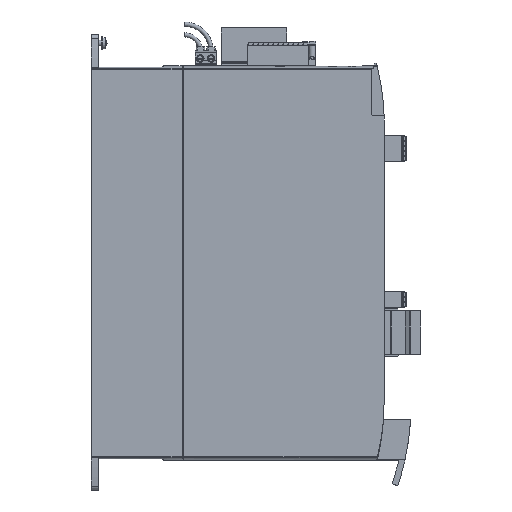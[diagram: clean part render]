
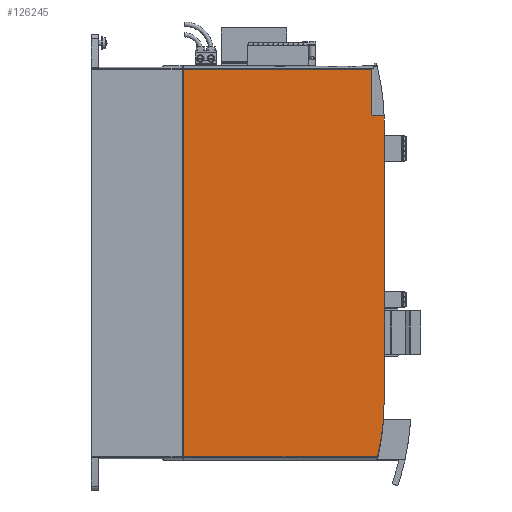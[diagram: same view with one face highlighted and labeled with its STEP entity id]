
A CAD part, top view. The second image highlights one B-rep face of the part: STEP entity #126245.
In plain terms, the highlighted planar face has unit normal (0, 0, 1).
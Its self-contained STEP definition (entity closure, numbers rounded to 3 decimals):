
#2652=LINE('',#169443,#13216);
#2866=LINE('',#170033,#13430);
#3513=LINE('',#171812,#14077);
#3514=LINE('',#171814,#14078);
#3515=LINE('',#171816,#14079);
#3516=LINE('',#171821,#14080);
#13216=VECTOR('',#141171,1000.);
#13430=VECTOR('',#141551,1000.);
#14077=VECTOR('',#142702,1000.);
#14078=VECTOR('',#142703,1000.);
#14079=VECTOR('',#142704,1000.);
#14080=VECTOR('',#142709,1000.);
#25309=ORIENTED_EDGE('',*,*,#52194,.F.);
#25310=ORIENTED_EDGE('',*,*,#53060,.T.);
#25311=ORIENTED_EDGE('',*,*,#53061,.T.);
#25312=ORIENTED_EDGE('',*,*,#53062,.F.);
#25313=ORIENTED_EDGE('',*,*,#51305,.T.);
#25314=ORIENTED_EDGE('',*,*,#51899,.F.);
#25315=ORIENTED_EDGE('',*,*,#53063,.T.);
#25316=ORIENTED_EDGE('',*,*,#53064,.T.);
#25317=ORIENTED_EDGE('',*,*,#53065,.F.);
#25318=ORIENTED_EDGE('',*,*,#53066,.F.);
#51305=EDGE_CURVE('',#65174,#65173,#74359,.T.);
#51899=EDGE_CURVE('',#65764,#65173,#2652,.T.);
#52194=EDGE_CURVE('',#66057,#66058,#2866,.T.);
#53060=EDGE_CURVE('',#66057,#66916,#3513,.T.);
#53061=EDGE_CURVE('',#66916,#66917,#3514,.T.);
#53062=EDGE_CURVE('',#65174,#66917,#3515,.T.);
#53063=EDGE_CURVE('',#65764,#66918,#74811,.T.);
#53064=EDGE_CURVE('',#66918,#66919,#74812,.T.);
#53065=EDGE_CURVE('',#66920,#66919,#3516,.T.);
#53066=EDGE_CURVE('',#66058,#66920,#74813,.T.);
#65173=VERTEX_POINT('',#168222);
#65174=VERTEX_POINT('',#168224);
#65764=VERTEX_POINT('',#169442);
#66057=VERTEX_POINT('',#170032);
#66058=VERTEX_POINT('',#170034);
#66916=VERTEX_POINT('',#171813);
#66917=VERTEX_POINT('',#171815);
#66918=VERTEX_POINT('',#171818);
#66919=VERTEX_POINT('',#171820);
#66920=VERTEX_POINT('',#171822);
#74359=CIRCLE('',#131609,162.5);
#74811=CIRCLE('',#132150,162.5);
#74812=CIRCLE('',#132151,0.2);
#74813=CIRCLE('',#132152,0.8);
#77488=EDGE_LOOP('',(#25309,#25310,#25311,#25312,#25313,#25314,#25315,#25316,
#25317,#25318));
#83510=FACE_BOUND('',#77488,.T.);
#89378=PLANE('',#132149);
#126245=ADVANCED_FACE('',(#83510),#89378,.F.);
#131609=AXIS2_PLACEMENT_3D('',#168223,#140359,#140360);
#132149=AXIS2_PLACEMENT_3D('',#171811,#142700,#142701);
#132150=AXIS2_PLACEMENT_3D('',#171817,#142705,#142706);
#132151=AXIS2_PLACEMENT_3D('',#171819,#142707,#142708);
#132152=AXIS2_PLACEMENT_3D('',#171823,#142710,#142711);
#140359=DIRECTION('',(0.,0.,1.));
#140360=DIRECTION('',(1.,0.,0.));
#141171=DIRECTION('',(0.,-1.,0.));
#141551=DIRECTION('',(0.,-1.,0.));
#142700=DIRECTION('',(0.,0.,-1.));
#142701=DIRECTION('',(-1.,0.,0.));
#142702=DIRECTION('',(-1.,0.,0.));
#142703=DIRECTION('',(0.,-1.,0.));
#142704=DIRECTION('',(-1.,0.,0.));
#142705=DIRECTION('',(0.,0.,1.));
#142706=DIRECTION('',(1.,0.,0.));
#142707=DIRECTION('',(0.,0.,1.));
#142708=DIRECTION('',(1.,0.,0.));
#142709=DIRECTION('',(1.,0.,0.));
#142710=DIRECTION('',(0.,0.,1.));
#142711=DIRECTION('',(1.,0.,0.));
#168222=CARTESIAN_POINT('',(205.25,-97.,37.5));
#168223=CARTESIAN_POINT('',(42.75,-97.,37.5));
#168224=CARTESIAN_POINT('',(200.564,-135.742,37.5));
#169442=CARTESIAN_POINT('',(205.25,97.,37.5));
#169443=CARTESIAN_POINT('',(205.25,135.732,37.5));
#170032=CARTESIAN_POINT('',(196.7,135.732,37.5));
#170033=CARTESIAN_POINT('',(196.7,138.,37.5));
#170034=CARTESIAN_POINT('',(196.7,103.8,37.5));
#171811=CARTESIAN_POINT('',(205.25,135.732,37.5));
#171812=CARTESIAN_POINT('',(205.25,135.732,37.5));
#171813=CARTESIAN_POINT('',(64.7,135.732,37.5));
#171814=CARTESIAN_POINT('',(64.7,135.732,37.5));
#171815=CARTESIAN_POINT('',(64.7,-135.742,37.5));
#171816=CARTESIAN_POINT('',(205.25,-135.742,37.5));
#171817=CARTESIAN_POINT('',(42.75,97.,37.5));
#171818=CARTESIAN_POINT('',(205.14,102.979,37.5));
#171819=CARTESIAN_POINT('',(205.05,102.8,37.5));
#171820=CARTESIAN_POINT('',(205.05,103.,37.5));
#171821=CARTESIAN_POINT('',(197.5,103.,37.5));
#171822=CARTESIAN_POINT('',(197.5,103.,37.5));
#171823=CARTESIAN_POINT('',(197.5,103.8,37.5));
